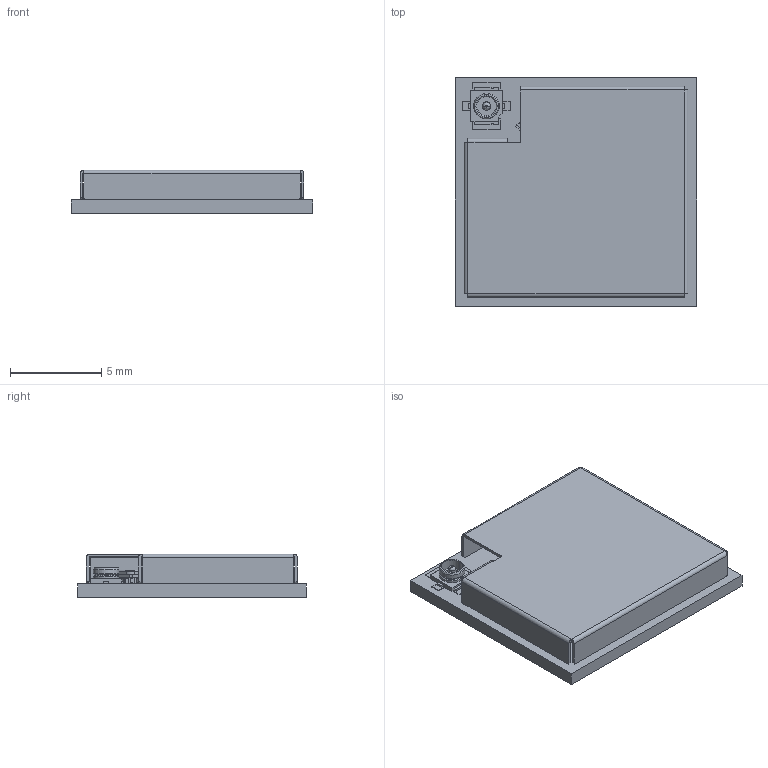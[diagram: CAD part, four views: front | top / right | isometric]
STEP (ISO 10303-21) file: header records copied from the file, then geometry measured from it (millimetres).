
FILE_DESCRIPTION (( 'STEP AP214' ), '1' );
FILE_NAME ('ESP32-C3-MINI-1U_20210906.STEP', '2021-09-06T03:30:06', ( '' ), ( '' ), 'SwSTEP 2.0', '', '' );
FILE_SCHEMA (( 'AUTOMOTIVE_DESIGN' ));
Length unit declared in the file: millimetre
Products named in the file (198): uid__4-65^DesignRootModel_PCB_ESP32-C3-MINI-1U_V2(2)_PCB_ESP32-C3-MINI-1U_V2; uid__1-333^DesignRootModel_PCB_ESP32-C3-MINI-1U_V2(2)_PCB_ESP32-C3-MINI-1U_V2; C0201_20210301.STEP^Submodel-C0201_part_DesignRootModel_PCB_ESP32-C3-MINI-1U_V2(2)_PCB_ESP32-C3-MINI-1U_V2; L0201_20210301.STEP^L0201_20210301.STEP_Submodel-L0201_part_DesignRootModel_PCB_ESP32-C3-MINI-1U_V2(2)_PCB_ESP32-C3-MINI-1U_V2; uid__4-91^DesignRootModel_PCB_ESP32-C3-MINI-1U_V2(2)_PCB_ESP32-C3-MINI-1U_V2; ESP32-C3_20210301.STEP^Submodel-QFN32_0P5_5_part_DesignRootModel_PCB_ESP32-C3-MINI-1U_V2(2)_PCB_ESP32-C3-MINI-1U_V2; uid__1-285^DesignRootModel_PCB_ESP32-C3-MINI-1U_V2(2)_PCB_ESP32-C3-MINI-1U_V2; Submodel-L0201_part^DesignRootModel_PCB_ESP32-C3-MINI-1U_V2(2)_PCB_ESP32-C3-MINI-1U_V2; uid__4-111^DesignRootModel_PCB_ESP32-C3-MINI-1U_V2(2)_PCB_ESP32-C3-MINI-1U_V2; uid__1-319^DesignRootModel_PCB_ESP32-C3-MINI-1U_V2(2)_PCB_ESP32-C3-MINI-1U_V2; uid__1-250^DesignRootModel_PCB_ESP32-C3-MINI-1U_V2(2)_PCB_ESP32-C3-MINI-1U_V2; uid__1-218^DesignRootModel_PCB_ESP32-C3-MINI-1U_V2(2)_PCB_ESP32-C3-MINI-1U_V2; uid__4-87^DesignRootModel_PCB_ESP32-C3-MINI-1U_V2(2)_PCB_ESP32-C3-MINI-1U_V2; uid__2428^DesignRootModel_PCB_ESP32-C3-MINI-1U_V2(2)_PCB_ESP32-C3-MINI-1U_V2; Submodel-C0201_part^DesignRootModel_PCB_ESP32-C3-MINI-1U_V2(2)_PCB_ESP32-C3-MINI-1U_V2; uid__4-21^DesignRootModel_PCB_ESP32-C3-MINI-1U_V2(2)_PCB_ESP32-C3-MINI-1U_V2; uid__1-268^DesignRootModel_PCB_ESP32-C3-MINI-1U_V2(2)_PCB_ESP32-C3-MINI-1U_V2; ESP32-C3-MINI-1U_20210906; DFN1006.STEP^DFN1006.STEP_Submodel-SOD882_part_DesignRootModel_PCB_ESP32-C3-MINI-1U_V2(2)_PCB_ESP32-C3-MINI-1U_V2; uid__4-59^DesignRootModel_PCB_ESP32-C3-MINI-1U_V2(2)_PCB_ESP32-C3-MINI-1U_V2; uid__4^DesignRootModel_PCB_ESP32-C3-MINI-1U_V2(2)_PCB_ESP32-C3-MINI-1U_V2; uid__1-293^DesignRootModel_PCB_ESP32-C3-MINI-1U_V2(2)_PCB_ESP32-C3-MINI-1U_V2; uid__4-110^DesignRootModel_PCB_ESP32-C3-MINI-1U_V2(2)_PCB_ESP32-C3-MINI-1U_V2; uid__1-276^DesignRootModel_PCB_ESP32-C3-MINI-1U_V2(2)_PCB_ESP32-C3-MINI-1U_V2; uid__1-215^DesignRootModel_PCB_ESP32-C3-MINI-1U_V2(2)_PCB_ESP32-C3-MINI-1U_V2; C0201_20210301.STEP^C0201_20210301.STEP_Submodel-C0201_part_DesignRootModel_PCB_ESP32-C3-MINI-1U_V2(2)_PCB_ESP32-C3-MINI-1U_V2; uid__4-66^DesignRootModel_PCB_ESP32-C3-MINI-1U_V2(2)_PCB_ESP32-C3-MINI-1U_V2; uid__1-222^DesignRootModel_PCB_ESP32-C3-MINI-1U_V2(2)_PCB_ESP32-C3-MINI-1U_V2; uid__4-163^DesignRootModel_PCB_ESP32-C3-MINI-1U_V2(2)_PCB_ESP32-C3-MINI-1U_V2; uid__4-69^DesignRootModel_PCB_ESP32-C3-MINI-1U_V2(2)_PCB_ESP32-C3-MINI-1U_V2; uid__1-172^DesignRootModel_PCB_ESP32-C3-MINI-1U_V2(2)_PCB_ESP32-C3-MINI-1U_V2; C0402_20210301.STEP^C0402_20210301.STEP_Submodel-C0402_part_DesignRootModel_PCB_ESP32-C3-MINI-1U_V2(2)_PCB_ESP32-C3-MINI-1U_V2; uid__4-20^DesignRootModel_PCB_ESP32-C3-MINI-1U_V2(2)_PCB_ESP32-C3-MINI-1U_V2; uid__1-322^DesignRootModel_PCB_ESP32-C3-MINI-1U_V2(2)_PCB_ESP32-C3-MINI-1U_V2; XTAL3225_20210301.STEP^XTAL3225_20210301.STEP_Submodel-XTAL3225_part_DesignRootModel_PCB_ESP32-C3-MINI-1U_V2(2)_PCB_ESP32-C3-MINI-1U_V2; uid__1-242^DesignRootModel_PCB_ESP32-C3-MINI-1U_V2(2)_PCB_ESP32-C3-MINI-1U_V2; uid__1-257^DesignRootModel_PCB_ESP32-C3-MINI-1U_V2(2)_PCB_ESP32-C3-MINI-1U_V2; uid__1-335^DesignRootModel_PCB_ESP32-C3-MINI-1U_V2(2)_PCB_ESP32-C3-MINI-1U_V2; uid__1-189^DesignRootModel_PCB_ESP32-C3-MINI-1U_V2(2)_PCB_ESP32-C3-MINI-1U_V2; Submodel-R0201_part^DesignRootModel_PCB_ESP32-C3-MINI-1U_V2(2)_PCB_ESP32-C3-MINI-1U_V2 ...
Assembly tree (210 placements, depth 6):
  ESP32-C3-MINI-1U_20210906
    PCB_ESP32-C3-MINI-1U_V2(2)^PCB_ESP32-C3-MINI-1U_V2
      DesignRootModel^PCB_ESP32-C3-MINI-1U_V2(2)_PCB_ESP32-C3-MINI-1U_V2
        Submodel-C0402_part^DesignRootModel_PCB_ESP32-C3-MINI-1U_V2(2)_PCB_ESP32-C3-MINI-1U_V2
          C0402_20210301.STEP^Submodel-C0402_part_DesignRootModel_PCB_ESP32-C3-MINI-1U_V2(2)_PCB_ESP32-C3-MINI-1U_V2
            C0402_20210301.STEP^C0402_20210301.STEP_Submodel-C0402_part_DesignRootModel_PCB_ESP32-C3-MINI-1U_V2(2)_PCB_ESP32-C3-MINI-1U_V2
        Submodel-R0201_part^DesignRootModel_PCB_ESP32-C3-MINI-1U_V2(2)_PCB_ESP32-C3-MINI-1U_V2
          R0201_20210301.STEP^Submodel-R0201_part_DesignRootModel_PCB_ESP32-C3-MINI-1U_V2(2)_PCB_ESP32-C3-MINI-1U_V2
            R0201_20210301.STEP^R0201_20210301.STEP_Submodel-R0201_part_DesignRootModel_PCB_ESP32-C3-MINI-1U_V2(2)_PCB_ESP32-C3-MINI-1U_V2
        Submodel-R0201_part^DesignRootModel_PCB_ESP32-C3-MINI-1U_V2(2)_PCB_ESP32-C3-MINI-1U_V2
          R0201_20210301.STEP^Submodel-R0201_part_DesignRootModel_PCB_ESP32-C3-MINI-1U_V2(2)_PCB_ESP32-C3-MINI-1U_V2
            R0201_20210301.STEP^R0201_20210301.STEP_Submodel-R0201_part_DesignRootModel_PCB_ESP32-C3-MINI-1U_V2(2)_PCB_ESP32-C3-MINI-1U_V2
        Submodel-R0201_part^DesignRootModel_PCB_ESP32-C3-MINI-1U_V2(2)_PCB_ESP32-C3-MINI-1U_V2
          R0201_20210301.STEP^Submodel-R0201_part_DesignRootModel_PCB_ESP32-C3-MINI-1U_V2(2)_PCB_ESP32-C3-MINI-1U_V2
            R0201_20210301.STEP^R0201_20210301.STEP_Submodel-R0201_part_DesignRootModel_PCB_ESP32-C3-MINI-1U_V2(2)_PCB_ESP32-C3-MINI-1U_V2
        Submodel-L0201_part^DesignRootModel_PCB_ESP32-C3-MINI-1U_V2(2)_PCB_ESP32-C3-MINI-1U_V2
          L0201_20210301.STEP^Submodel-L0201_part_DesignRootModel_PCB_ESP32-C3-MINI-1U_V2(2)_PCB_ESP32-C3-MINI-1U_V2
            L0201_20210301.STEP^L0201_20210301.STEP_Submodel-L0201_part_DesignRootModel_PCB_ESP32-C3-MINI-1U_V2(2)_PCB_ESP32-C3-MINI-1U_V2
        Submodel-L0201_part^DesignRootModel_PCB_ESP32-C3-MINI-1U_V2(2)_PCB_ESP32-C3-MINI-1U_V2
          L0201_20210301.STEP^Submodel-L0201_part_DesignRootModel_PCB_ESP32-C3-MINI-1U_V2(2)_PCB_ESP32-C3-MINI-1U_V2
            L0201_20210301.STEP^L0201_20210301.STEP_Submodel-L0201_part_DesignRootModel_PCB_ESP32-C3-MINI-1U_V2(2)_PCB_ESP32-C3-MINI-1U_V2
        Submodel-C0201_part^DesignRootModel_PCB_ESP32-C3-MINI-1U_V2(2)_PCB_ESP32-C3-MINI-1U_V2
          C0201_20210301.STEP^Submodel-C0201_part_DesignRootModel_PCB_ESP32-C3-MINI-1U_V2(2)_PCB_ESP32-C3-MINI-1U_V2
            C0201_20210301.STEP^C0201_20210301.STEP_Submodel-C0201_part_DesignRootModel_PCB_ESP32-C3-MINI-1U_V2(2)_PCB_ESP32-C3-MINI-1U_V2
        Submodel-C0201_part^DesignRootModel_PCB_ESP32-C3-MINI-1U_V2(2)_PCB_ESP32-C3-MINI-1U_V2
          C0201_20210301.STEP^Submodel-C0201_part_DesignRootModel_PCB_ESP32-C3-MINI-1U_V2(2)_PCB_ESP32-C3-MINI-1U_V2
            C0201_20210301.STEP^C0201_20210301.STEP_Submodel-C0201_part_DesignRootModel_PCB_ESP32-C3-MINI-1U_V2(2)_PCB_ESP32-C3-MINI-1U_V2
        Submodel-C0201_part^DesignRootModel_PCB_ESP32-C3-MINI-1U_V2(2)_PCB_ESP32-C3-MINI-1U_V2
          C0201_20210301.STEP^Submodel-C0201_part_DesignRootModel_PCB_ESP32-C3-MINI-1U_V2(2)_PCB_ESP32-C3-MINI-1U_V2
            C0201_20210301.STEP^C0201_20210301.STEP_Submodel-C0201_part_DesignRootModel_PCB_ESP32-C3-MINI-1U_V2(2)_PCB_ESP32-C3-MINI-1U_V2
        Submodel-C0201_part^DesignRootModel_PCB_ESP32-C3-MINI-1U_V2(2)_PCB_ESP32-C3-MINI-1U_V2
          C0201_20210301.STEP^Submodel-C0201_part_DesignRootModel_PCB_ESP32-C3-MINI-1U_V2(2)_PCB_ESP32-C3-MINI-1U_V2
            C0201_20210301.STEP^C0201_20210301.STEP_Submodel-C0201_part_DesignRootModel_PCB_ESP32-C3-MINI-1U_V2(2)_PCB_ESP32-C3-MINI-1U_V2
        Submodel-C0201_part^DesignRootModel_PCB_ESP32-C3-MINI-1U_V2(2)_PCB_ESP32-C3-MINI-1U_V2
          C0201_20210301.STEP^Submodel-C0201_part_DesignRootModel_PCB_ESP32-C3-MINI-1U_V2(2)_PCB_ESP32-C3-MINI-1U_V2
            C0201_20210301.STEP^C0201_20210301.STEP_Submodel-C0201_part_DesignRootModel_PCB_ESP32-C3-MINI-1U_V2(2)_PCB_ESP32-C3-MINI-1U_V2
        Submodel-C0201_part^DesignRootModel_PCB_ESP32-C3-MINI-1U_V2(2)_PCB_ESP32-C3-MINI-1U_V2
          C0201_20210301.STEP^Submodel-C0201_part_DesignRootModel_PCB_ESP32-C3-MINI-1U_V2(2)_PCB_ESP32-C3-MINI-1U_V2
            C0201_20210301.STEP^C0201_20210301.STEP_Submodel-C0201_part_DesignRootModel_PCB_ESP32-C3-MINI-1U_V2(2)_PCB_ESP32-C3-MINI-1U_V2
        Submodel-C0201_part^DesignRootModel_PCB_ESP32-C3-MINI-1U_V2(2)_PCB_ESP32-C3-MINI-1U_V2
          C0201_20210301.STEP^Submodel-C0201_part_DesignRootModel_PCB_ESP32-C3-MINI-1U_V2(2)_PCB_ESP32-C3-MINI-1U_V2
            C0201_20210301.STEP^C0201_20210301.STEP_Submodel-C0201_part_DesignRootModel_PCB_ESP32-C3-MINI-1U_V2(2)_PCB_ESP32-C3-MINI-1U_V2
        Submodel-C0201_part^DesignRootModel_PCB_ESP32-C3-MINI-1U_V2(2)_PCB_ESP32-C3-MINI-1U_V2
          C0201_20210301.STEP^Submodel-C0201_part_DesignRootModel_PCB_ESP32-C3-MINI-1U_V2(2)_PCB_ESP32-C3-MINI-1U_V2
            C0201_20210301.STEP^C0201_20210301.STEP_Submodel-C0201_part_DesignRootModel_PCB_ESP32-C3-MINI-1U_V2(2)_PCB_ESP32-C3-MINI-1U_V2
        Submodel-C0201_part^DesignRootModel_PCB_ESP32-C3-MINI-1U_V2(2)_PCB_ESP32-C3-MINI-1U_V2
          C0201_20210301.STEP^Submodel-C0201_part_DesignRootModel_PCB_ESP32-C3-MINI-1U_V2(2)_PCB_ESP32-C3-MINI-1U_V2
            C0201_20210301.STEP^C0201_20210301.STEP_Submodel-C0201_part_DesignRootModel_PCB_ESP32-C3-MINI-1U_V2(2)_PCB_ESP32-C3-MINI-1U_V2
        Submodel-C0201_part^DesignRootModel_PCB_ESP32-C3-MINI-1U_V2(2)_PCB_ESP32-C3-MINI-1U_V2
          C0201_20210301.STEP^Submodel-C0201_part_DesignRootModel_PCB_ESP32-C3-MINI-1U_V2(2)_PCB_ESP32-C3-MINI-1U_V2
            C0201_20210301.STEP^C0201_20210301.STEP_Submodel-C0201_part_DesignRootModel_PCB_ESP32-C3-MINI-1U_V2(2)_PCB_ESP32-C3-MINI-1U_V2
        Submodel-C0201_part^DesignRootModel_PCB_ESP32-C3-MINI-1U_V2(2)_PCB_ESP32-C3-MINI-1U_V2
          C0201_20210301.STEP^Submodel-C0201_part_DesignRootModel_PCB_ESP32-C3-MINI-1U_V2(2)_PCB_ESP32-C3-MINI-1U_V2
            C0201_20210301.STEP^C0201_20210301.STEP_Submodel-C0201_part_DesignRootModel_PCB_ESP32-C3-MINI-1U_V2(2)_PCB_ESP32-C3-MINI-1U_V2
        Submodel-QFN32_0P5_5_part^DesignRootModel_PCB_ESP32-C3-MINI-1U_V2(2)_PCB_ESP32-C3-MINI-1U_V2
          ESP32-C3_20210301.STEP^Submodel-QFN32_0P5_5_part_DesignRootModel_PCB_ESP32-C3-MINI-1U_V2(2)_PCB_ESP32-C3-MINI-1U_V2
            ESP32-C3_20210301.STEP^ESP32-C3_20210301.STEP_Submodel-QFN32_0P5_5_part_DesignRootModel_PCB_ESP32-C3-MINI-1U_V2(2)_PCB_ESP32-C3-MINI-1U_V2
        Submodel-SOD882_part^DesignRootModel_PCB_ESP32-C3-MINI-1U_V2(2)_PCB_ESP32-C3-MINI-1U_V2
          DFN1006.STEP^Submodel-SOD882_part_DesignRootModel_PCB_ESP32-C3-MINI-1U_V2(2)_PCB_ESP32-C3-MINI-1U_V2
            DFN1006.STEP^DFN1006.STEP_Submodel-SOD882_part_DesignRootModel_PCB_ESP32-C3-MINI-1U_V2(2)_PCB_ESP32-C3-MINI-1U_V2
Bounding box: 13.2 x 12.5 x 2.4 mm (x, y, z)
Volume: 178.9 mm3; surface area: 1076.6 mm2
Topology: 180 solids, 181 shells, 2327 faces, 5473 edges, 3450 vertices
Faces by surface type: plane 1601, cylinder 545, sphere 112, bspline 54, cone 9, torus 6
Entity records: 62168 total; most frequent: CARTESIAN_POINT 12911, DIRECTION 8624, ORIENTED_EDGE 8274, EDGE_CURVE 4137, VECTOR 3354, LINE 3354, VERTEX_POINT 2722, AXIS2_PLACEMENT_3D 2635
